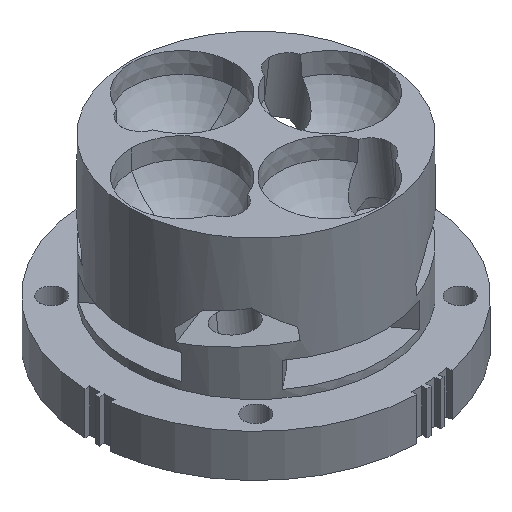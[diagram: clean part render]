
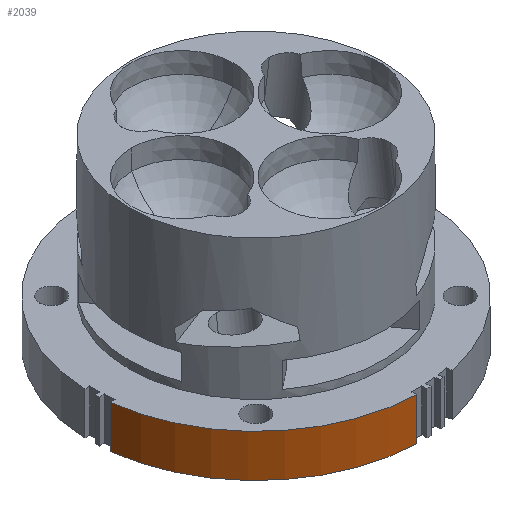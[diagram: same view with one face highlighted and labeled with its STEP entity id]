
A CAD part, isometric view. The second image highlights one B-rep face of the part: STEP entity #2039.
In plain terms, the highlighted cylindrical face has radius 24.765 mm (diameter 49.53 mm), a partial arc.
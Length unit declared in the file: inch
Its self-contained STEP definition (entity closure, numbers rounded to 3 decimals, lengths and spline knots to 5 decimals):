
#500 = CARTESIAN_POINT ( 'NONE',  ( -0.96827, -0.11435, 0.25 ) ) ;
#900 = CARTESIAN_POINT ( 'NONE',  ( -0.96827, -0.11435, 0. ) ) ;
#1090 = VERTEX_POINT ( 'NONE', #6132 ) ;
#1120 = AXIS2_PLACEMENT_3D ( 'NONE', #3527, #1918, #3427 ) ;
#1130 = EDGE_LOOP ( 'NONE', ( #2277, #3787, #2686, #1529 ) ) ;
#1444 = CIRCLE ( 'NONE', #1120, 0.975 ) ;
#1529 = ORIENTED_EDGE ( 'NONE', *, *, #3203, .T. ) ;
#1593 = VERTEX_POINT ( 'NONE', #2447 ) ;
#1725 = VECTOR ( 'NONE', #2911, 39.37008 ) ;
#1740 = EDGE_CURVE ( 'NONE', #2349, #1090, #4322, .T. ) ;
#1869 = LINE ( 'NONE', #5970, #1725 ) ;
#1918 = DIRECTION ( 'NONE',  ( 0., 0., 1. ) ) ;
#2039 = ADVANCED_FACE ( 'NONE', ( #3472 ), #5488, .T. ) ;
#2277 = ORIENTED_EDGE ( 'NONE', *, *, #1740, .T. ) ;
#2349 = VERTEX_POINT ( 'NONE', #900 ) ;
#2402 = VERTEX_POINT ( 'NONE', #6529 ) ;
#2430 = DIRECTION ( 'NONE',  ( -1., 0., 0. ) ) ;
#2447 = CARTESIAN_POINT ( 'NONE',  ( -0.02953, -0.97455, 0.25 ) ) ;
#2686 = ORIENTED_EDGE ( 'NONE', *, *, #5037, .F. ) ;
#2907 = AXIS2_PLACEMENT_3D ( 'NONE', #3030, #6097, #2430 ) ;
#2911 = DIRECTION ( 'NONE',  ( 0., 0., 1. ) ) ;
#3030 = CARTESIAN_POINT ( 'NONE',  ( 0., 0., 0.25 ) ) ;
#3203 = EDGE_CURVE ( 'NONE', #2402, #2349, #6123, .T. ) ;
#3427 = DIRECTION ( 'NONE',  ( 1., 0., 0. ) ) ;
#3472 = FACE_OUTER_BOUND ( 'NONE', #1130, .T. ) ;
#3527 = CARTESIAN_POINT ( 'NONE',  ( 0., 0., 0.25 ) ) ;
#3787 = ORIENTED_EDGE ( 'NONE', *, *, #5390, .T. ) ;
#3991 = DIRECTION ( 'NONE',  ( 0., 0., -1. ) ) ;
#4248 = VECTOR ( 'NONE', #3991, 39.37008 ) ;
#4322 = CIRCLE ( 'NONE', #6475, 0.975 ) ;
#4713 = DIRECTION ( 'NONE',  ( 1., 0., 0. ) ) ;
#5037 = EDGE_CURVE ( 'NONE', #2402, #1593, #1444, .T. ) ;
#5298 = DIRECTION ( 'NONE',  ( 0., 0., 1. ) ) ;
#5390 = EDGE_CURVE ( 'NONE', #1090, #1593, #1869, .T. ) ;
#5488 = CYLINDRICAL_SURFACE ( 'NONE', #2907, 0.975 ) ;
#5970 = CARTESIAN_POINT ( 'NONE',  ( -0.02953, -0.97455, 0.25 ) ) ;
#6097 = DIRECTION ( 'NONE',  ( 0., 0., -1. ) ) ;
#6110 = CARTESIAN_POINT ( 'NONE',  ( 0., 0., 0. ) ) ;
#6123 = LINE ( 'NONE', #500, #4248 ) ;
#6132 = CARTESIAN_POINT ( 'NONE',  ( -0.02953, -0.97455, 0. ) ) ;
#6475 = AXIS2_PLACEMENT_3D ( 'NONE', #6110, #5298, #4713 ) ;
#6529 = CARTESIAN_POINT ( 'NONE',  ( -0.96827, -0.11435, 0.25 ) ) ;
